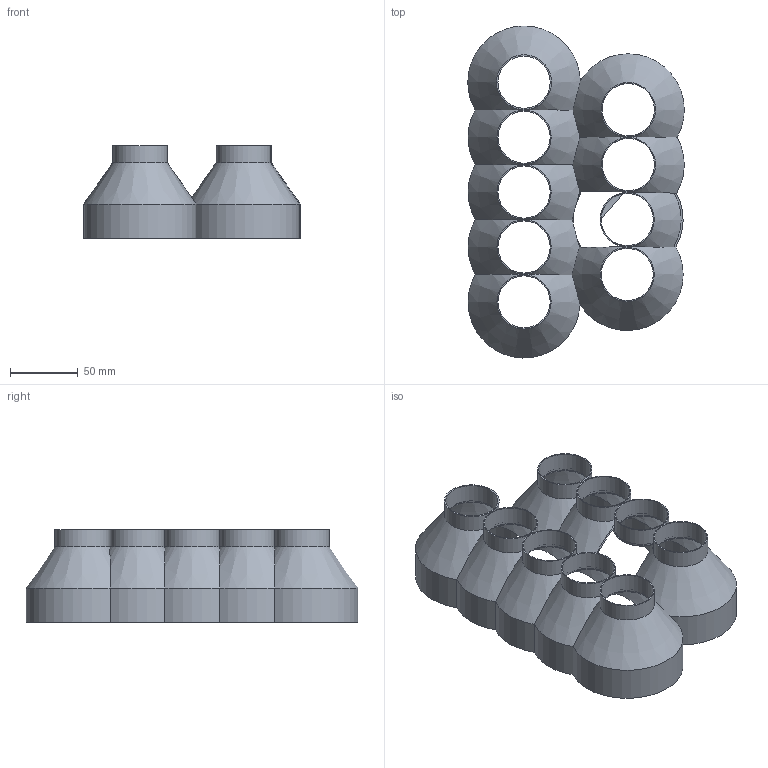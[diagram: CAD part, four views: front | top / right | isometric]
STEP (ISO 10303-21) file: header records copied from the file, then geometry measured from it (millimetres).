
FILE_DESCRIPTION(/* description */ (''),/* implementation_level */ '2;1');
FILE_NAME(/* name */ 'vacuum adapter.step',/* time_stamp */ '2023-06-13T18:43:43-07:00',/* author */ (''),/* organization */ (''),/* preprocessor_version */ 'ST-DEVELOPER v19.2',/* originating_system */ 'Autodesk Translation Framework v12.6.0.85',/* authorisation */ '');
FILE_SCHEMA (('AUTOMOTIVE_DESIGN { 1 0 10303 214 3 1 1 }'));
Length unit declared in the file: inch
Products named in the file (1): vacuum adapter
Bounding box: 160.22 x 245.62 x 68.58 mm (x, y, z)
Volume: 89907.5 mm3; surface area: 147149.9 mm2
Topology: 1 solids, 1 shells, 107 faces, 276 edges, 163 vertices
Faces by surface type: cylinder 51, cone 27, plane 14, torus 12, bspline 3
Full cylindrical faces by diameter (mm): 38.608 x9, 40.132 x8, 40.64 x1
Entity records: 4146 total; most frequent: CARTESIAN_POINT 1501, DIRECTION 568, ORIENTED_EDGE 552, EDGE_CURVE 276, AXIS2_PLACEMENT_3D 245, VERTEX_POINT 163, CIRCLE 140, EDGE_LOOP 117
